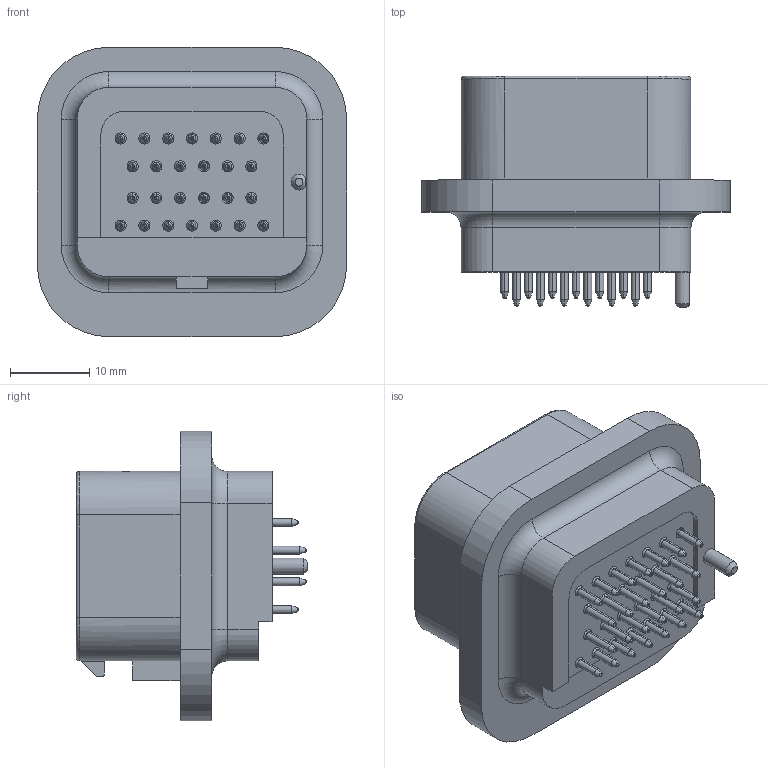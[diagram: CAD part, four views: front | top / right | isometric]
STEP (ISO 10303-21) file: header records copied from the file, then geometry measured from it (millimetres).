
FILE_DESCRIPTION( ('This file contains a STEP AP42 implementation' ,'as created by ZW3D STEP Interface translator.') ,'2;1' );
FILE_NAME( '73040 26pin直脚（新3D）.stp' ,'23 4 3.14 355', (''), ('ZWCAD Software Co.'), 'Version 1.0', 'ZW3D to STEP translator', '' );
FILE_SCHEMA(('AUTOMOTIVE_DESIGN { 1 0 10303 214 1 1 1 1 }'));
Length unit declared in the file: millimetre
Products named in the file (3): 0; 73040  26pin直脚（新3D）; T5001_1_1
Assembly tree (26 placements, depth 2):
  0
  73040  26pin直脚（新3D）
    T5001_1_1  x26
Bounding box: 39 x 29.2 x 36.5 mm (x, y, z)
Volume: 10085.6 mm3; surface area: 9707.3 mm2
Topology: 27 solids, 131 shells, 2837 faces, 6719 edges, 4181 vertices
Faces by surface type: plane 1584, cylinder 520, bspline 396, cone 321, torus 16
Entity records: 54024 total; most frequent: CARTESIAN_POINT 18987, ORIENTED_EDGE 7084, DIRECTION 6320, EDGE_CURVE 3542, VERTEX_POINT 2281, AXIS2_PLACEMENT_3D 2226, VECTOR 1868, LINE 1868
